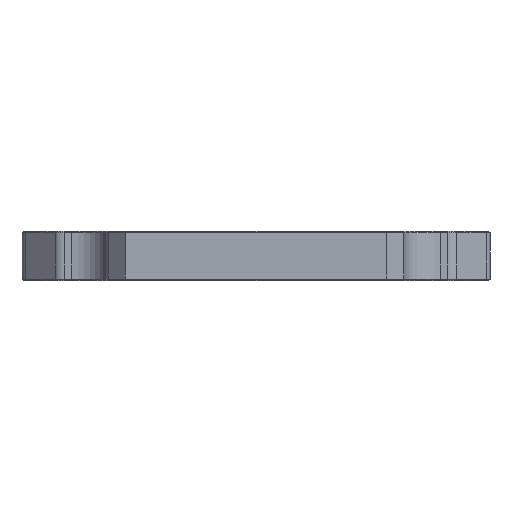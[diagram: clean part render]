
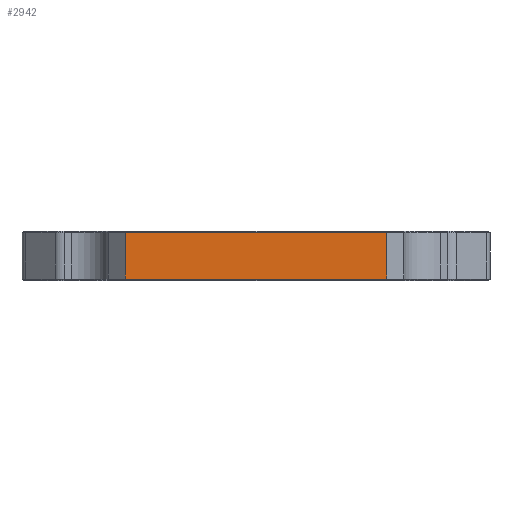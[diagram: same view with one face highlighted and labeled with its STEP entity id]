
A CAD part, top view. The second image highlights one B-rep face of the part: STEP entity #2942.
In plain terms, the highlighted planar face has unit normal (0, 0, 1).
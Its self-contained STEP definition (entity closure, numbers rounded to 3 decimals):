
#108 = VERTEX_POINT ( 'NONE', #5960 ) ;
#173 = CARTESIAN_POINT ( 'NONE',  ( -53., 19.5, 80. ) ) ;
#265 = DIRECTION ( 'NONE',  ( -1., 0., 0. ) ) ;
#486 = VECTOR ( 'NONE', #1372, 1000. ) ;
#622 = DIRECTION ( 'NONE',  ( 0., 0., -1. ) ) ;
#631 = ORIENTED_EDGE ( 'NONE', *, *, #3977, .T. ) ;
#690 = VERTEX_POINT ( 'NONE', #6326 ) ;
#727 = AXIS2_PLACEMENT_3D ( 'NONE', #3599, #622, #4116 ) ;
#1125 = PLANE ( 'NONE',  #727 ) ;
#1372 = DIRECTION ( 'NONE',  ( 1., 0., 0. ) ) ;
#1871 = CARTESIAN_POINT ( 'NONE',  ( 53., 0.5, 80. ) ) ;
#2056 = FACE_OUTER_BOUND ( 'NONE', #3208, .T. ) ;
#2126 = LINE ( 'NONE', #6289, #4622 ) ;
#2170 = EDGE_CURVE ( 'NONE', #3792, #690, #3201, .T. ) ;
#2186 = CARTESIAN_POINT ( 'NONE',  ( -53., 20., 80. ) ) ;
#2687 = DIRECTION ( 'NONE',  ( 0., -1., 0. ) ) ;
#2790 = DIRECTION ( 'NONE',  ( 0., -1., 0. ) ) ;
#2942 = ADVANCED_FACE ( 'NONE', ( #2056 ), #1125, .F. ) ;
#2992 = LINE ( 'NONE', #1871, #486 ) ;
#3201 = LINE ( 'NONE', #2186, #4416 ) ;
#3208 = EDGE_LOOP ( 'NONE', ( #5042, #631, #5735, #4627 ) ) ;
#3599 = CARTESIAN_POINT ( 'NONE',  ( -53., 20., 80. ) ) ;
#3792 = VERTEX_POINT ( 'NONE', #173 ) ;
#3977 = EDGE_CURVE ( 'NONE', #108, #3792, #2126, .T. ) ;
#4114 = VERTEX_POINT ( 'NONE', #4341 ) ;
#4116 = DIRECTION ( 'NONE',  ( -1., 0., 0. ) ) ;
#4134 = EDGE_CURVE ( 'NONE', #690, #4114, #2992, .T. ) ;
#4341 = CARTESIAN_POINT ( 'NONE',  ( 53., 0.5, 80. ) ) ;
#4416 = VECTOR ( 'NONE', #2687, 1000. ) ;
#4435 = VECTOR ( 'NONE', #2790, 1000. ) ;
#4587 = LINE ( 'NONE', #5779, #4435 ) ;
#4622 = VECTOR ( 'NONE', #265, 1000. ) ;
#4627 = ORIENTED_EDGE ( 'NONE', *, *, #4134, .T. ) ;
#5042 = ORIENTED_EDGE ( 'NONE', *, *, #5626, .F. ) ;
#5626 = EDGE_CURVE ( 'NONE', #108, #4114, #4587, .T. ) ;
#5735 = ORIENTED_EDGE ( 'NONE', *, *, #2170, .T. ) ;
#5779 = CARTESIAN_POINT ( 'NONE',  ( 53., 20., 80. ) ) ;
#5960 = CARTESIAN_POINT ( 'NONE',  ( 53., 19.5, 80. ) ) ;
#6289 = CARTESIAN_POINT ( 'NONE',  ( -53., 19.5, 80. ) ) ;
#6326 = CARTESIAN_POINT ( 'NONE',  ( -53., 0.5, 80. ) ) ;
